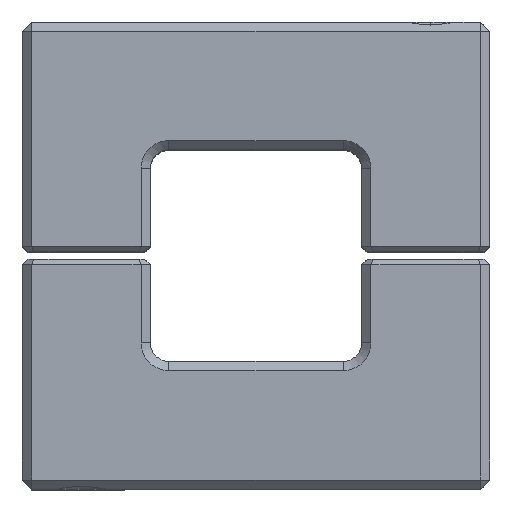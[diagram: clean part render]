
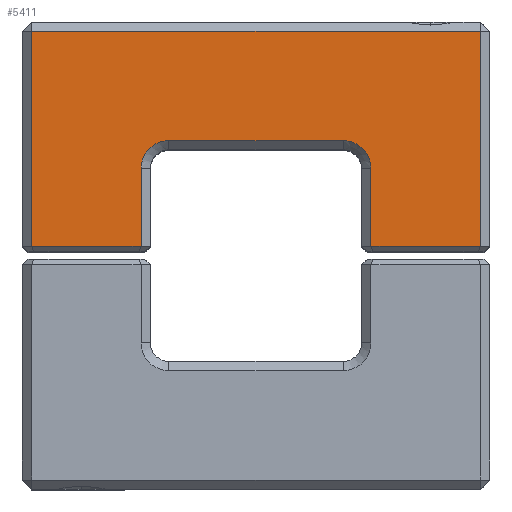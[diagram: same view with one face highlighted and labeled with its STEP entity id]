
A CAD part, top view. The second image highlights one B-rep face of the part: STEP entity #5411.
In plain terms, the highlighted planar face has unit normal (0, 0, 1).
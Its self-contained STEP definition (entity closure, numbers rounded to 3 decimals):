
#172 = LINE ( 'NONE', #13844, #8464 ) ;
#288 = VERTEX_POINT ( 'NONE', #17692 ) ;
#334 = VERTEX_POINT ( 'NONE', #9591 ) ;
#516 = EDGE_CURVE ( 'NONE', #6487, #334, #19228, .T. ) ;
#805 = CARTESIAN_POINT ( 'NONE',  ( -5.073, 13.357, 38.1 ) ) ;
#1012 = EDGE_CURVE ( 'NONE', #17882, #8121, #11916, .T. ) ;
#1040 = EDGE_CURVE ( 'NONE', #18104, #6487, #3123, .T. ) ;
#1124 = CARTESIAN_POINT ( 'NONE',  ( 1.177, 8.607, 38.1 ) ) ;
#1407 = ORIENTED_EDGE ( 'NONE', *, *, #516, .T. ) ;
#1749 = VECTOR ( 'NONE', #8791, 1000. ) ;
#1854 = EDGE_CURVE ( 'NONE', #10762, #9020, #172, .T. ) ;
#2165 = CARTESIAN_POINT ( 'NONE',  ( 13.377, 20.807, 38.1 ) ) ;
#2251 = VERTEX_POINT ( 'NONE', #4973 ) ;
#2290 = ORIENTED_EDGE ( 'NONE', *, *, #13070, .T. ) ;
#2901 = ORIENTED_EDGE ( 'NONE', *, *, #1012, .T. ) ;
#3000 = ORIENTED_EDGE ( 'NONE', *, *, #1040, .T. ) ;
#3123 = LINE ( 'NONE', #15190, #7273 ) ;
#3607 = VECTOR ( 'NONE', #7350, 1000. ) ;
#3910 = LINE ( 'NONE', #11194, #11729 ) ;
#4053 = VECTOR ( 'NONE', #19984, 1000. ) ;
#4262 = DIRECTION ( 'NONE',  ( 0., 0., 1. ) ) ;
#4505 = DIRECTION ( 'NONE',  ( 1., 0., 0. ) ) ;
#4690 = VERTEX_POINT ( 'NONE', #14038 ) ;
#4973 = CARTESIAN_POINT ( 'NONE',  ( -5.073, 9.107, 38.1 ) ) ;
#5048 = ORIENTED_EDGE ( 'NONE', *, *, #1854, .T. ) ;
#5411 = ADVANCED_FACE ( 'NONE', ( #19602 ), #15097, .T. ) ;
#5901 = LINE ( 'NONE', #13492, #1749 ) ;
#6291 = CARTESIAN_POINT ( 'NONE',  ( -3.573, 13.357, 38.1 ) ) ;
#6401 = CARTESIAN_POINT ( 'NONE',  ( 5.927, 14.857, 38.1 ) ) ;
#6487 = VERTEX_POINT ( 'NONE', #7148 ) ;
#6542 = CARTESIAN_POINT ( 'NONE',  ( 5.927, 13.357, 38.1 ) ) ;
#7148 = CARTESIAN_POINT ( 'NONE',  ( -11.023, 20.807, 38.1 ) ) ;
#7273 = VECTOR ( 'NONE', #7419, 1000. ) ;
#7350 = DIRECTION ( 'NONE',  ( 1., 0., 0. ) ) ;
#7406 = EDGE_CURVE ( 'NONE', #4690, #10762, #5901, .T. ) ;
#7419 = DIRECTION ( 'NONE',  ( -1., 0., 0. ) ) ;
#7859 = DIRECTION ( 'NONE',  ( -1., 0., 0. ) ) ;
#8019 = LINE ( 'NONE', #805, #15813 ) ;
#8121 = VERTEX_POINT ( 'NONE', #6401 ) ;
#8132 = DIRECTION ( 'NONE',  ( -1., 0., 0. ) ) ;
#8161 = EDGE_CURVE ( 'NONE', #9020, #18104, #3910, .T. ) ;
#8464 = VECTOR ( 'NONE', #4505, 1000. ) ;
#8682 = ORIENTED_EDGE ( 'NONE', *, *, #7406, .T. ) ;
#8791 = DIRECTION ( 'NONE',  ( 0., -1., 0. ) ) ;
#9020 = VERTEX_POINT ( 'NONE', #10189 ) ;
#9450 = CIRCLE ( 'NONE', #14663, 1.5 ) ;
#9591 = CARTESIAN_POINT ( 'NONE',  ( -11.023, 9.107, 38.1 ) ) ;
#9636 = DIRECTION ( 'NONE',  ( 0., 1., 0. ) ) ;
#10189 = CARTESIAN_POINT ( 'NONE',  ( 13.377, 9.107, 38.1 ) ) ;
#10700 = DIRECTION ( 'NONE',  ( 0., -1., 0. ) ) ;
#10762 = VERTEX_POINT ( 'NONE', #17441 ) ;
#10974 = VECTOR ( 'NONE', #10700, 1000. ) ;
#11194 = CARTESIAN_POINT ( 'NONE',  ( 13.377, 21.307, 38.1 ) ) ;
#11714 = DIRECTION ( 'NONE',  ( 0., 1., 0. ) ) ;
#11729 = VECTOR ( 'NONE', #9636, 1000. ) ;
#11916 = LINE ( 'NONE', #16609, #3607 ) ;
#12175 = EDGE_LOOP ( 'NONE', ( #8682, #5048, #14488, #3000, #1407, #19436, #19360, #13194, #2901, #2290 ) ) ;
#12987 = EDGE_CURVE ( 'NONE', #288, #17882, #9450, .T. ) ;
#13070 = EDGE_CURVE ( 'NONE', #8121, #4690, #13591, .T. ) ;
#13194 = ORIENTED_EDGE ( 'NONE', *, *, #12987, .T. ) ;
#13382 = EDGE_CURVE ( 'NONE', #334, #2251, #20169, .T. ) ;
#13492 = CARTESIAN_POINT ( 'NONE',  ( 7.427, 8.807, 38.1 ) ) ;
#13591 = CIRCLE ( 'NONE', #16766, 1.5 ) ;
#13844 = CARTESIAN_POINT ( 'NONE',  ( 13.377, 9.107, 38.1 ) ) ;
#14038 = CARTESIAN_POINT ( 'NONE',  ( 7.427, 13.357, 38.1 ) ) ;
#14488 = ORIENTED_EDGE ( 'NONE', *, *, #8161, .T. ) ;
#14663 = AXIS2_PLACEMENT_3D ( 'NONE', #6291, #17192, #7859 ) ;
#15097 = PLANE ( 'NONE',  #16451 ) ;
#15162 = DIRECTION ( 'NONE',  ( -1., 0., 0. ) ) ;
#15190 = CARTESIAN_POINT ( 'NONE',  ( -11.523, 20.807, 38.1 ) ) ;
#15271 = CARTESIAN_POINT ( 'NONE',  ( -5.073, 9.107, 38.1 ) ) ;
#15813 = VECTOR ( 'NONE', #11714, 1000. ) ;
#16451 = AXIS2_PLACEMENT_3D ( 'NONE', #1124, #4262, #15162 ) ;
#16609 = CARTESIAN_POINT ( 'NONE',  ( 5.927, 14.857, 38.1 ) ) ;
#16766 = AXIS2_PLACEMENT_3D ( 'NONE', #6542, #17466, #8132 ) ;
#16810 = CARTESIAN_POINT ( 'NONE',  ( -11.023, 8.807, 38.1 ) ) ;
#17192 = DIRECTION ( 'NONE',  ( 0., 0., -1. ) ) ;
#17441 = CARTESIAN_POINT ( 'NONE',  ( 7.427, 9.107, 38.1 ) ) ;
#17466 = DIRECTION ( 'NONE',  ( 0., 0., -1. ) ) ;
#17692 = CARTESIAN_POINT ( 'NONE',  ( -5.073, 13.357, 38.1 ) ) ;
#17882 = VERTEX_POINT ( 'NONE', #18404 ) ;
#18104 = VERTEX_POINT ( 'NONE', #2165 ) ;
#18169 = EDGE_CURVE ( 'NONE', #2251, #288, #8019, .T. ) ;
#18404 = CARTESIAN_POINT ( 'NONE',  ( -3.573, 14.857, 38.1 ) ) ;
#19228 = LINE ( 'NONE', #16810, #10974 ) ;
#19360 = ORIENTED_EDGE ( 'NONE', *, *, #18169, .T. ) ;
#19436 = ORIENTED_EDGE ( 'NONE', *, *, #13382, .T. ) ;
#19602 = FACE_OUTER_BOUND ( 'NONE', #12175, .T. ) ;
#19984 = DIRECTION ( 'NONE',  ( 1., 0., 0. ) ) ;
#20169 = LINE ( 'NONE', #15271, #4053 ) ;
